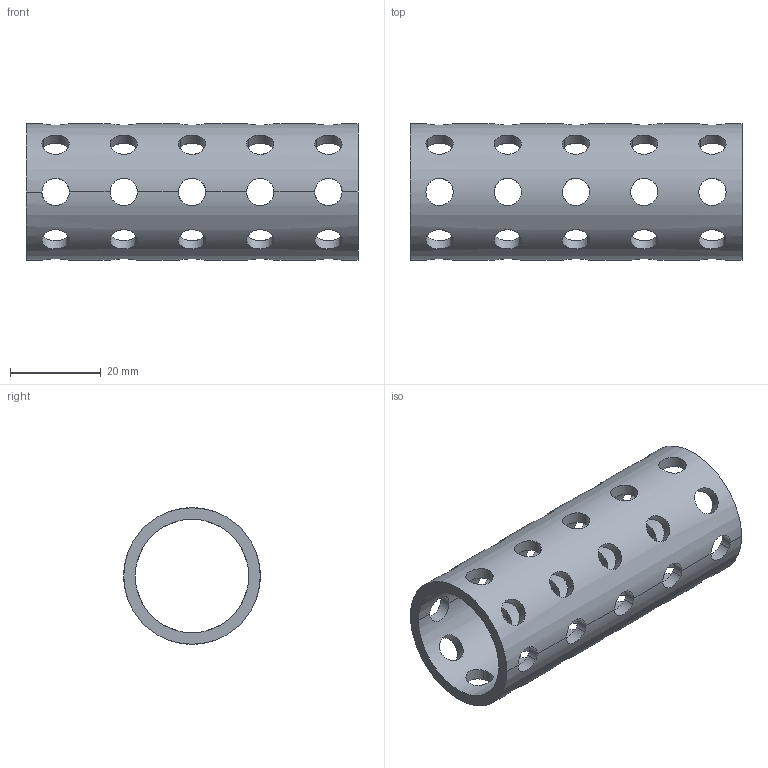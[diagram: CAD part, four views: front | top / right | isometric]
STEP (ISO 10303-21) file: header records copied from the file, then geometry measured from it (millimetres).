
FILE_DESCRIPTION(('CATIA V5 STEP Exchange'),'2;1');
FILE_NAME('AEGT006_D30_REV_01.stp','2017-07-05T23:48:53+00:00',('none'),('none'),'CATIA Version 5 Release 21 GA (IN-10)','CATIA V5 STEP AP203','none');
FILE_SCHEMA(('CONFIG_CONTROL_DESIGN'));
Length unit declared in the file: millimetre
Products named in the file (1): AEGT006_D30x073_REV_01
Bounding box: 73 x 30 x 30 mm (x, y, z)
Volume: 12922.2 mm3; surface area: 12677.7 mm2
Topology: 1 solids, 1 shells, 86 faces, 312 edges, 208 vertices
Faces by surface type: cylinder 84, plane 2
Entity records: 5008 total; most frequent: CARTESIAN_POINT 2721, ORIENTED_EDGE 624, EDGE_CURVE 312, VERTEX_POINT 208, DIRECTION 200, B_SPLINE_CURVE_WITH_KNOTS 200, EDGE_LOOP 148, VECTOR 104
